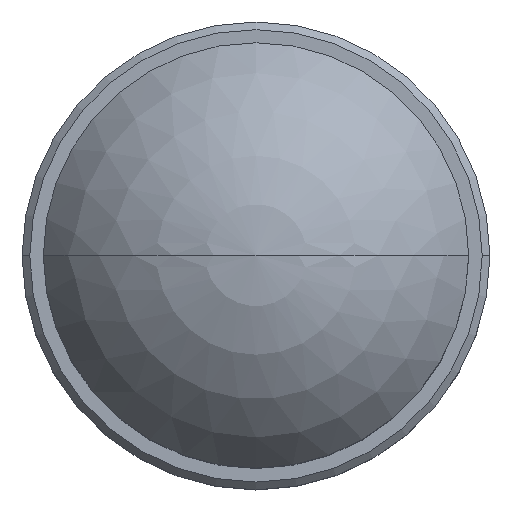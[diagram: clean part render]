
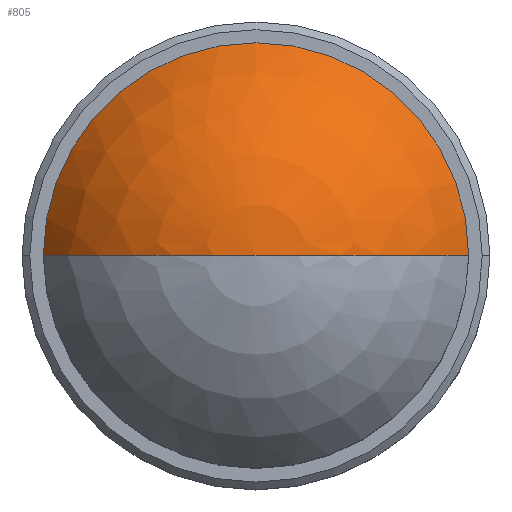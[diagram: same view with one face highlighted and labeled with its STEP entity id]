
A CAD part, top view. The second image highlights one B-rep face of the part: STEP entity #805.
In plain terms, the highlighted spherical face has radius 40.625 mm.
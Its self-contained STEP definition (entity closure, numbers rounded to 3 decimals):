
#771=CARTESIAN_POINT('POINT27',(0.,
   0.,139.));
#772=VERTEX_POINT('VERTEX27',#771);
#773=CARTESIAN_POINT('POINT28',(-35.,0.,119.)
   );
#774=VERTEX_POINT('VERTEX28',#773);
#775=CARTESIAN_POINT('POS46',(0.,
   0.,98.375));
#776=DIRECTION('DIR71',(0.,-1.,0.));
#777=DIRECTION('DIR72',(0.,0.,1.));
#778=AXIS2_PLACEMENT_3D('AXIS26',#775,#776,#777);
#779=CIRCLE('ELLIPSE11',#778,40.625);
#780=EDGE_CURVE('EDGE41',#772,#774,#779,.T.);
#781=ORIENTED_EDGE('COEDGE81',*,*,#780,.F.);
#782=CARTESIAN_POINT('POINT29',(35.,0.,119.
   ));
#783=VERTEX_POINT('VERTEX29',#782);
#784=CARTESIAN_POINT('POS47',(0.,
   0.,98.375));
#785=DIRECTION('DIR73',(0.,-1.,0.));
#786=DIRECTION('DIR74',(0.,0.,1.));
#787=AXIS2_PLACEMENT_3D('AXIS27',#784,#785,#786);
#788=CIRCLE('ELLIPSE12',#787,40.625);
#789=EDGE_CURVE('EDGE42',#783,#772,#788,.T.);
#790=ORIENTED_EDGE('COEDGE82',*,*,#789,.F.);
#791=CARTESIAN_POINT('POS48',(0.,0.,119.));
#792=DIRECTION('DIR75',(0.,0.,-1.));
#793=DIRECTION('DIR76',(1.,0.,0.));
#794=AXIS2_PLACEMENT_3D('AXIS28',#791,#792,#793);
#795=CIRCLE('ELLIPSE13',#794,35.);
#796=EDGE_CURVE('EDGE43',#774,#783,#795,.T.);
#797=ORIENTED_EDGE('COEDGE83',*,*,#796,.F.);
#798=EDGE_LOOP('NONE',(#781,#790,#797));
#799=FACE_BOUND('LOOP1',#798,.T.);
#800=CARTESIAN_POINT('POS49',(0.,0.,
   98.375));
#801=DIRECTION('DIR77',(0.,0.,1.));
#802=DIRECTION('DIR78',(1.,0.,0.));
#803=AXIS2_PLACEMENT_3D('AXIS29',#800,#801,#802);
#804=SPHERICAL_SURFACE('SPHERE_SURF1',#803,40.625);
#805=ADVANCED_FACE('FACE21',(#799),#804,.T.);
